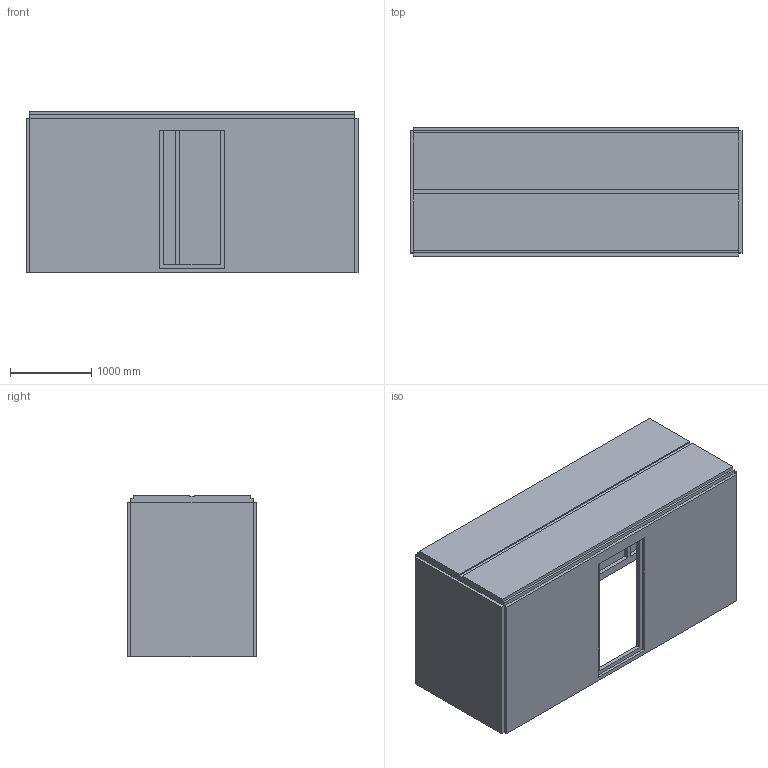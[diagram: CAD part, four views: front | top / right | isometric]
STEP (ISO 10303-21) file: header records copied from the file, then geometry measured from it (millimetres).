
FILE_DESCRIPTION(('Open CASCADE Model'),'2;1');
FILE_NAME('Open CASCADE Shape Model','2025-09-02T12:14:17',('Author'),( 'Open CASCADE'),'Open CASCADE STEP processor 7.7','Open CASCADE 7.7' ,'Unknown');
FILE_SCHEMA(('AUTOMOTIVE_DESIGN { 1 0 10303 214 1 1 1 1 }'));
Length unit declared in the file: millimetre
Products named in the file (1): Open CASCADE STEP translator 7.7 1
Bounding box: 4080 x 1580 x 1990 mm (x, y, z)
Volume: 1274225000 mm3; surface area: 61552272.7 mm2
Topology: 1 solids, 1 shells, 267 faces, 757 edges, 462 vertices
Faces by surface type: plane 267
Entity records: 18163 total; most frequent: CARTESIAN_POINT 3100, DIRECTION 2708, LINE 2172, VECTOR 2172, ORIENTED_EDGE 1540, PCURVE 1514, DEFINITIONAL_REPRESENTATION 1514, EDGE_CURVE 757
